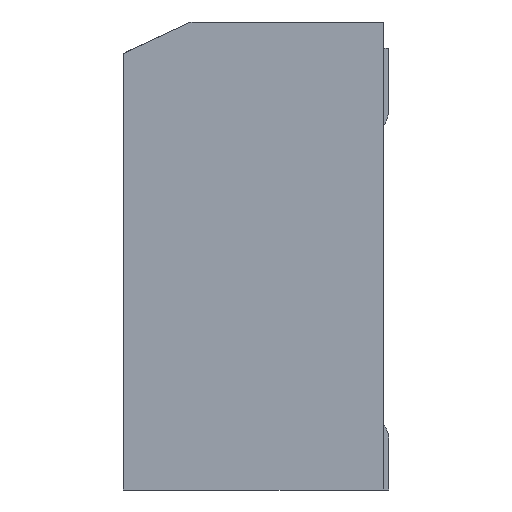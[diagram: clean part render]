
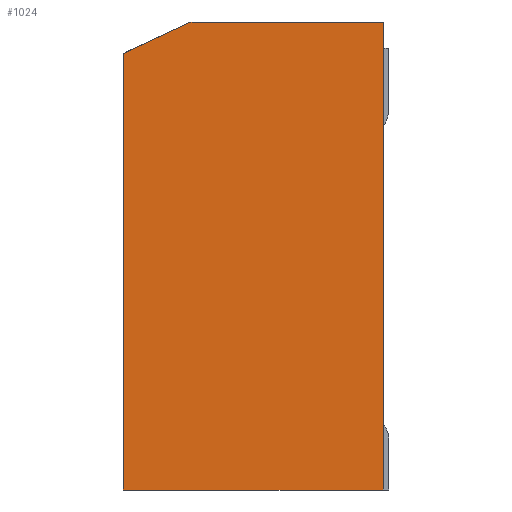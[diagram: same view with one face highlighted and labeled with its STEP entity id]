
A CAD part, left-side view. The second image highlights one B-rep face of the part: STEP entity #1024.
In plain terms, the highlighted planar face has unit normal (-1, 0, 0).
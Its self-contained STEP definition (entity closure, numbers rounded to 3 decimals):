
#33 = VERTEX_POINT ( 'NONE', #2214 ) ;
#253 = LINE ( 'NONE', #5228, #1201 ) ;
#538 = CARTESIAN_POINT ( 'NONE',  ( 0., 0., -4.5 ) ) ;
#645 = VERTEX_POINT ( 'NONE', #5319 ) ;
#884 = DIRECTION ( 'NONE',  ( 0., -1., 0. ) ) ;
#1024 = ADVANCED_FACE ( 'NONE', ( #2968 ), #3920, .F. ) ;
#1195 = ORIENTED_EDGE ( 'NONE', *, *, #1645, .T. ) ;
#1201 = VECTOR ( 'NONE', #1257, 1000. ) ;
#1257 = DIRECTION ( 'NONE',  ( 0., -0.906, 0.423 ) ) ;
#1455 = CARTESIAN_POINT ( 'NONE',  ( 0., 5., -0.606 ) ) ;
#1483 = AXIS2_PLACEMENT_3D ( 'NONE', #2461, #4344, #4798 ) ;
#1566 = EDGE_CURVE ( 'NONE', #33, #4829, #2109, .T. ) ;
#1645 = EDGE_CURVE ( 'NONE', #33, #5768, #1821, .T. ) ;
#1646 = ORIENTED_EDGE ( 'NONE', *, *, #1656, .F. ) ;
#1656 = EDGE_CURVE ( 'NONE', #4829, #645, #253, .T. ) ;
#1665 = CARTESIAN_POINT ( 'NONE',  ( 0., 0., 0. ) ) ;
#1821 = LINE ( 'NONE', #2674, #4759 ) ;
#1836 = CARTESIAN_POINT ( 'NONE',  ( 0., 1.85, 0. ) ) ;
#1875 = EDGE_CURVE ( 'NONE', #5768, #5328, #3458, .T. ) ;
#2035 = DIRECTION ( 'NONE',  ( 0., 0., 1. ) ) ;
#2038 = EDGE_LOOP ( 'NONE', ( #4899, #6067, #1646, #4481, #1195 ) ) ;
#2109 = LINE ( 'NONE', #3566, #4237 ) ;
#2214 = CARTESIAN_POINT ( 'NONE',  ( 0., 5., -9. ) ) ;
#2461 = CARTESIAN_POINT ( 'NONE',  ( 0., 2.5, -4.5 ) ) ;
#2674 = CARTESIAN_POINT ( 'NONE',  ( 0., 2.5, -9. ) ) ;
#2733 = LINE ( 'NONE', #1836, #4043 ) ;
#2968 = FACE_OUTER_BOUND ( 'NONE', #2038, .T. ) ;
#3122 = DIRECTION ( 'NONE',  ( 0., 0., 1. ) ) ;
#3458 = LINE ( 'NONE', #538, #4035 ) ;
#3566 = CARTESIAN_POINT ( 'NONE',  ( 0., 5., -4.803 ) ) ;
#3920 = PLANE ( 'NONE',  #1483 ) ;
#4035 = VECTOR ( 'NONE', #2035, 1000. ) ;
#4043 = VECTOR ( 'NONE', #884, 1000. ) ;
#4237 = VECTOR ( 'NONE', #3122, 1000. ) ;
#4344 = DIRECTION ( 'NONE',  ( 1., 0., 0. ) ) ;
#4481 = ORIENTED_EDGE ( 'NONE', *, *, #1566, .F. ) ;
#4626 = DIRECTION ( 'NONE',  ( 0., -1., 0. ) ) ;
#4759 = VECTOR ( 'NONE', #4626, 1000. ) ;
#4798 = DIRECTION ( 'NONE',  ( 0., 0., -1. ) ) ;
#4829 = VERTEX_POINT ( 'NONE', #1455 ) ;
#4899 = ORIENTED_EDGE ( 'NONE', *, *, #1875, .T. ) ;
#5228 = CARTESIAN_POINT ( 'NONE',  ( 0., 5., -0.606 ) ) ;
#5319 = CARTESIAN_POINT ( 'NONE',  ( 0., 3.7, 0. ) ) ;
#5328 = VERTEX_POINT ( 'NONE', #1665 ) ;
#5768 = VERTEX_POINT ( 'NONE', #6017 ) ;
#6017 = CARTESIAN_POINT ( 'NONE',  ( 0., 0., -9. ) ) ;
#6067 = ORIENTED_EDGE ( 'NONE', *, *, #6269, .F. ) ;
#6269 = EDGE_CURVE ( 'NONE', #645, #5328, #2733, .T. ) ;
